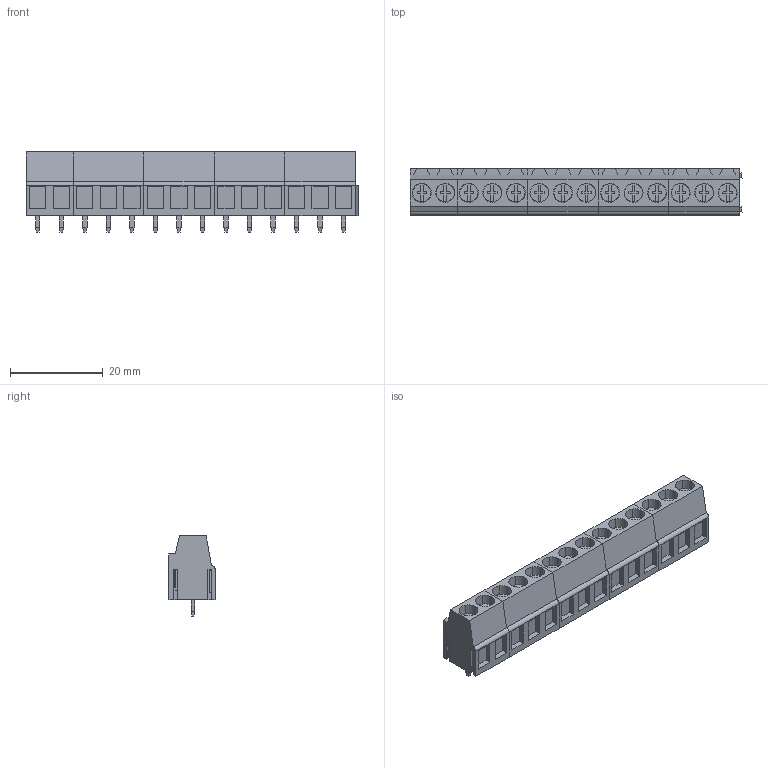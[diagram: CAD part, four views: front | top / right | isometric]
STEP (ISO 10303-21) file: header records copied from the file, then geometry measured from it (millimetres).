
FILE_DESCRIPTION(('CATIA V5 STEP Exchange','CAx-IF Rec.Pracs.--- Model Styling and Organization---1.2---2011-12-15'),'2;1');
FILE_NAME ('D1465134_0_9994230000_9994230000.stp','2018-03-31T08:42:06+00:00',('none'),('Weidmueller'),'CATIA Version 5-6 Release 2014','CATIA V5 STEP AP214','none');
FILE_SCHEMA(('AUTOMOTIVE_DESIGN { 1 0 10303 214 1 1 1 1 }'));
Length unit declared in the file: millimetre
Products named in the file (1): 9994230000
Bounding box: 71.67 x 10 x 17.3 mm (x, y, z)
Volume: 6861.2 mm3; surface area: 8256.6 mm2
Topology: 33 solids, 33 shells, 1269 faces, 3385 edges, 2238 vertices
Faces by surface type: plane 1068, cylinder 201
Entity records: 39033 total; most frequent: CARTESIAN_POINT 7845, ORIENTED_EDGE 6770, DIRECTION 5679, EDGE_CURVE 3385, VECTOR 2787, LINE 2787, VERTEX_POINT 2238, AXIS2_PLACEMENT_3D 1623
